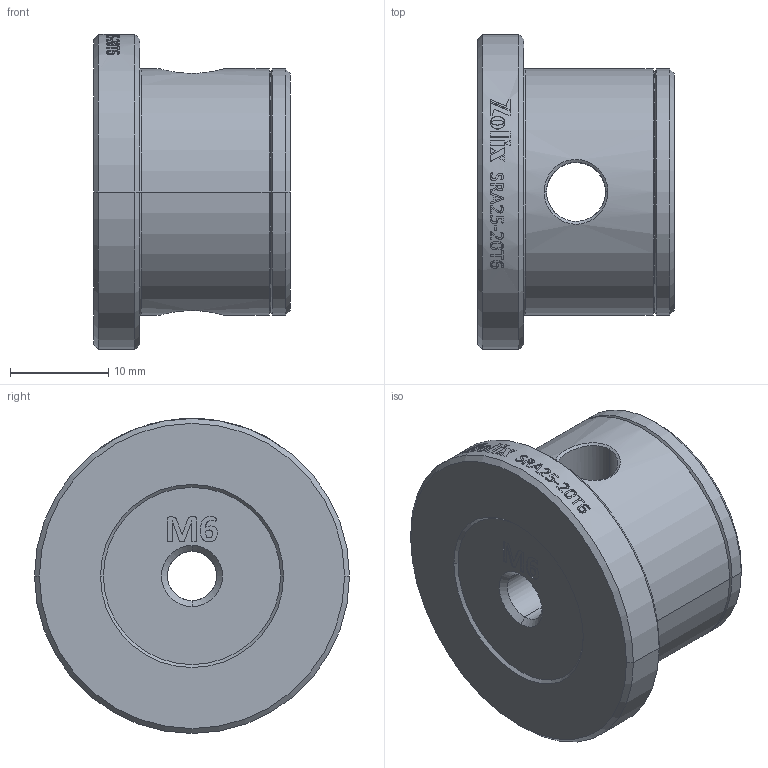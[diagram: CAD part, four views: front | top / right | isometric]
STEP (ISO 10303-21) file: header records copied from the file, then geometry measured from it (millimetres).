
FILE_DESCRIPTION (( 'STEP AP203' ), '1' );
FILE_NAME ('SRA25-20T6.STEP', '2025-06-30T08:04:36', ( '' ), ( '' ), 'SwSTEP 2.0', 'SolidWorks 2020', '' );
FILE_SCHEMA (( 'CONFIG_CONTROL_DESIGN' ));
Length unit declared in the file: millimetre
Products named in the file (1): SRA25-20T6
Bounding box: 20 x 32 x 32 mm (x, y, z)
Volume: 10108.9 mm3; surface area: 3830.9 mm2
Topology: 1 solids, 1 shells, 452 faces, 1223 edges, 802 vertices
Faces by surface type: bspline 302, plane 82, cylinder 40, cone 26, torus 2
Entity records: 28786 total; most frequent: CARTESIAN_POINT 19920, ORIENTED_EDGE 2438, EDGE_CURVE 1219, B_SPLINE_CURVE_WITH_KNOTS 893, VERTEX_POINT 802, DIRECTION 744, EDGE_LOOP 491, FACE_OUTER_BOUND 452
